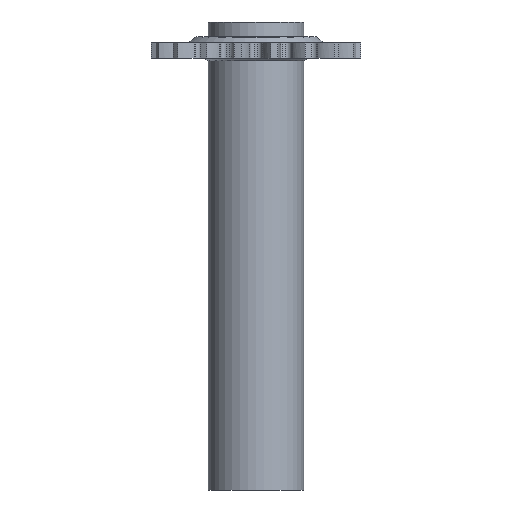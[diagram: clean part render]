
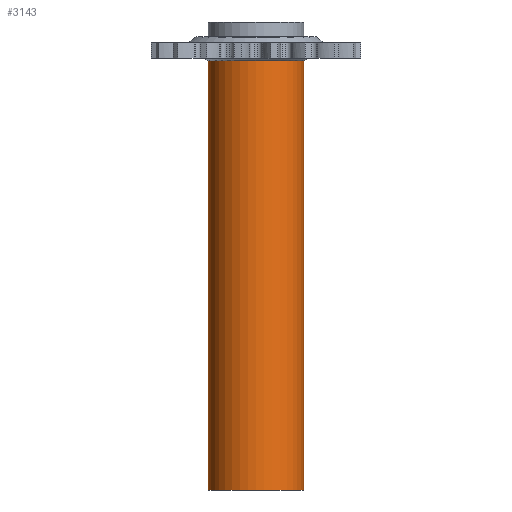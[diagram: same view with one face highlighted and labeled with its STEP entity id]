
A CAD part, front view. The second image highlights one B-rep face of the part: STEP entity #3143.
In plain terms, the highlighted cylindrical face has radius 15.95 mm (diameter 31.9 mm), a full revolution.
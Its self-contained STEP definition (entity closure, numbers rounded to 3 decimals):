
#67=CYLINDRICAL_SURFACE('',#3444,15.95);
#283=LINE('',#7683,#518);
#518=VECTOR('',#3929,15.95);
#777=FACE_OUTER_BOUND('',#970,.T.);
#970=EDGE_LOOP('',(#2338,#2339,#2340,#2341));
#1227=CIRCLE('',#3420,15.95);
#1235=CIRCLE('',#3429,15.95);
#1481=VERTEX_POINT('',#7635);
#1489=VERTEX_POINT('',#7652);
#1808=EDGE_CURVE('',#1481,#1481,#1227,.T.);
#1816=EDGE_CURVE('',#1489,#1489,#1235,.T.);
#1831=EDGE_CURVE('',#1489,#1481,#283,.T.);
#2338=ORIENTED_EDGE('',*,*,#1816,.T.);
#2339=ORIENTED_EDGE('',*,*,#1831,.T.);
#2340=ORIENTED_EDGE('',*,*,#1808,.T.);
#2341=ORIENTED_EDGE('',*,*,#1831,.F.);
#3143=ADVANCED_FACE('',(#777),#67,.T.);
#3420=AXIS2_PLACEMENT_3D('',#7636,#3872,#3873);
#3429=AXIS2_PLACEMENT_3D('',#7653,#3890,#3891);
#3444=AXIS2_PLACEMENT_3D('',#7682,#3927,#3928);
#3872=DIRECTION('center_axis',(0.,0.,1.));
#3873=DIRECTION('ref_axis',(1.,0.,0.));
#3890=DIRECTION('center_axis',(0.,0.,-1.));
#3891=DIRECTION('ref_axis',(1.,0.,0.));
#3927=DIRECTION('center_axis',(0.,0.,1.));
#3928=DIRECTION('ref_axis',(1.,0.,0.));
#3929=DIRECTION('',(0.,0.,-1.));
#7635=CARTESIAN_POINT('',(-15.95,9.,-143.));
#7636=CARTESIAN_POINT('Origin',(0.,9.,-143.));
#7652=CARTESIAN_POINT('',(-15.95,9.,0.));
#7653=CARTESIAN_POINT('Origin',(0.,9.,0.));
#7682=CARTESIAN_POINT('Origin',(0.,9.,-85.));
#7683=CARTESIAN_POINT('',(-15.95,9.,-85.));
